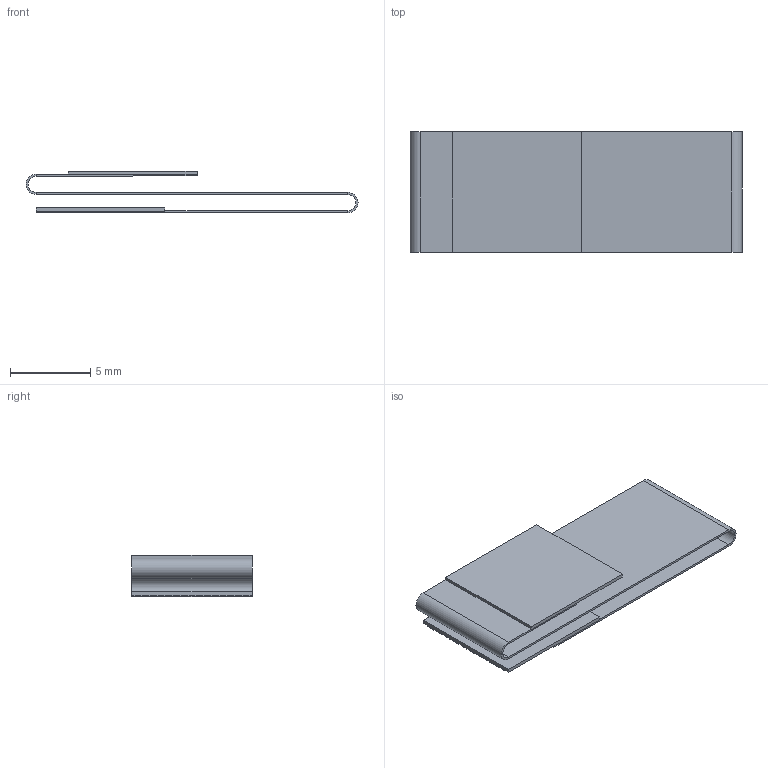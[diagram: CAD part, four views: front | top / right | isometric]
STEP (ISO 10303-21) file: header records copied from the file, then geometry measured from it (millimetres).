
FILE_DESCRIPTION(('FreeCAD Model'),'2;1');
FILE_NAME('./FFC_14p_50mm_folded_x2.stp','2020-08-02T19:54:36',('Author'),(''), 'Open CASCADE STEP processor 7.3','FreeCAD','Unknown');
FILE_SCHEMA(('AUTOMOTIVE_DESIGN { 1 0 10303 214 1 1 1 1 }'));
Length unit declared in the file: millimetre
Products named in the file (1): FFC_50mm_folded_x2
Bounding box: 20.63 x 7.5 x 2.58 mm (x, y, z)
Volume: 69.5 mm3; surface area: 821.1 mm2
Topology: 1 solids, 1 shells, 174 faces, 440 edges, 268 vertices
Faces by surface type: plane 170, cylinder 4
Entity records: 6256 total; most frequent: CARTESIAN_POINT 883, ORIENTED_EDGE 880, DIRECTION 798, EDGE_CURVE 440, LINE 432, VECTOR 432, VERTEX_POINT 268, AXIS2_PLACEMENT_3D 183
